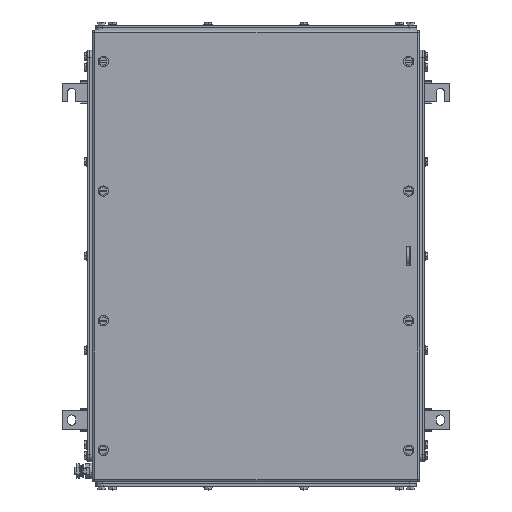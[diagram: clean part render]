
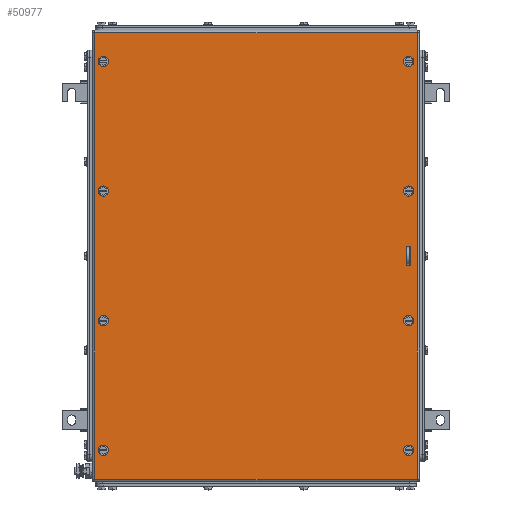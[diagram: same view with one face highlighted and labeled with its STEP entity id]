
A CAD part, top view. The second image highlights one B-rep face of the part: STEP entity #50977.
In plain terms, the highlighted planar face has unit normal (0, 0, 1).
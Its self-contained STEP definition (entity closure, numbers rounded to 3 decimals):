
#50745=AXIS2_PLACEMENT_3D('Circle Axis2P3D',#50743,#50744,$) ;
#50772=AXIS2_PLACEMENT_3D('Plane Axis2P3D',#50769,#50770,#50771) ;
#50810=AXIS2_PLACEMENT_3D('Circle Axis2P3D',#50808,#50809,$) ;
#50819=AXIS2_PLACEMENT_3D('Circle Axis2P3D',#50817,#50818,$) ;
#50828=AXIS2_PLACEMENT_3D('Circle Axis2P3D',#50826,#50827,$) ;
#50837=AXIS2_PLACEMENT_3D('Circle Axis2P3D',#50835,#50836,$) ;
#50846=AXIS2_PLACEMENT_3D('Circle Axis2P3D',#50844,#50845,$) ;
#50855=AXIS2_PLACEMENT_3D('Circle Axis2P3D',#50853,#50854,$) ;
#50864=AXIS2_PLACEMENT_3D('Circle Axis2P3D',#50862,#50863,$) ;
#50873=AXIS2_PLACEMENT_3D('Circle Axis2P3D',#50871,#50872,$) ;
#50882=AXIS2_PLACEMENT_3D('Circle Axis2P3D',#50880,#50881,$) ;
#50891=AXIS2_PLACEMENT_3D('Circle Axis2P3D',#50889,#50890,$) ;
#50900=AXIS2_PLACEMENT_3D('Circle Axis2P3D',#50898,#50899,$) ;
#50909=AXIS2_PLACEMENT_3D('Circle Axis2P3D',#50907,#50908,$) ;
#50918=AXIS2_PLACEMENT_3D('Circle Axis2P3D',#50916,#50917,$) ;
#50927=AXIS2_PLACEMENT_3D('Circle Axis2P3D',#50925,#50926,$) ;
#50936=AXIS2_PLACEMENT_3D('Circle Axis2P3D',#50934,#50935,$) ;
#50740=CARTESIAN_POINT('Vertex',(59.5,232.1,203.5)) ;
#50743=CARTESIAN_POINT('Axis2P3D Location',(56.,232.1,203.5)) ;
#50747=CARTESIAN_POINT('Vertex',(52.5,232.1,203.5)) ;
#50769=CARTESIAN_POINT('Axis2P3D Location',(265.5,321.,203.5)) ;
#50774=CARTESIAN_POINT('Line Origine',(265.5,627.5,203.5)) ;
#50778=CARTESIAN_POINT('Vertex',(487.,627.5,203.5)) ;
#50780=CARTESIAN_POINT('Vertex',(44.,627.5,203.5)) ;
#50783=CARTESIAN_POINT('Line Origine',(44.,321.,203.5)) ;
#50787=CARTESIAN_POINT('Vertex',(44.,14.5,203.5)) ;
#50790=CARTESIAN_POINT('Line Origine',(265.5,14.5,203.5)) ;
#50794=CARTESIAN_POINT('Vertex',(487.,14.5,203.5)) ;
#50797=CARTESIAN_POINT('Line Origine',(487.,321.,203.5)) ;
#50808=CARTESIAN_POINT('Axis2P3D Location',(56.,232.1,203.5)) ;
#50817=CARTESIAN_POINT('Axis2P3D Location',(56.,409.9,203.5)) ;
#50821=CARTESIAN_POINT('Vertex',(52.5,409.9,203.5)) ;
#50823=CARTESIAN_POINT('Vertex',(59.5,409.9,203.5)) ;
#50826=CARTESIAN_POINT('Axis2P3D Location',(56.,409.9,203.5)) ;
#50835=CARTESIAN_POINT('Axis2P3D Location',(475.,232.1,203.5)) ;
#50839=CARTESIAN_POINT('Vertex',(478.5,232.1,203.5)) ;
#50841=CARTESIAN_POINT('Vertex',(471.5,232.1,203.5)) ;
#50844=CARTESIAN_POINT('Axis2P3D Location',(475.,232.1,203.5)) ;
#50853=CARTESIAN_POINT('Axis2P3D Location',(475.,409.9,203.5)) ;
#50857=CARTESIAN_POINT('Vertex',(478.5,409.9,203.5)) ;
#50859=CARTESIAN_POINT('Vertex',(471.5,409.9,203.5)) ;
#50862=CARTESIAN_POINT('Axis2P3D Location',(475.,409.9,203.5)) ;
#50871=CARTESIAN_POINT('Axis2P3D Location',(56.,587.75,203.5)) ;
#50875=CARTESIAN_POINT('Vertex',(52.5,587.75,203.5)) ;
#50877=CARTESIAN_POINT('Vertex',(59.5,587.75,203.5)) ;
#50880=CARTESIAN_POINT('Axis2P3D Location',(56.,587.75,203.5)) ;
#50889=CARTESIAN_POINT('Axis2P3D Location',(56.,54.25,203.5)) ;
#50893=CARTESIAN_POINT('Vertex',(52.5,54.25,203.5)) ;
#50895=CARTESIAN_POINT('Vertex',(59.5,54.25,203.5)) ;
#50898=CARTESIAN_POINT('Axis2P3D Location',(56.,54.25,203.5)) ;
#50907=CARTESIAN_POINT('Axis2P3D Location',(475.,54.25,203.5)) ;
#50911=CARTESIAN_POINT('Vertex',(478.5,54.25,203.5)) ;
#50913=CARTESIAN_POINT('Vertex',(471.5,54.25,203.5)) ;
#50916=CARTESIAN_POINT('Axis2P3D Location',(475.,54.25,203.5)) ;
#50925=CARTESIAN_POINT('Axis2P3D Location',(475.,587.75,203.5)) ;
#50929=CARTESIAN_POINT('Vertex',(478.5,587.75,203.5)) ;
#50931=CARTESIAN_POINT('Vertex',(471.5,587.75,203.5)) ;
#50934=CARTESIAN_POINT('Axis2P3D Location',(475.,587.75,203.5)) ;
#50943=CARTESIAN_POINT('Line Origine',(474.75,307.5,203.5)) ;
#50947=CARTESIAN_POINT('Vertex',(478.,307.5,203.5)) ;
#50949=CARTESIAN_POINT('Vertex',(471.5,307.5,203.5)) ;
#50952=CARTESIAN_POINT('Line Origine',(471.5,321.,203.5)) ;
#50956=CARTESIAN_POINT('Vertex',(471.5,334.5,203.5)) ;
#50959=CARTESIAN_POINT('Line Origine',(474.75,334.5,203.5)) ;
#50963=CARTESIAN_POINT('Vertex',(478.,334.5,203.5)) ;
#50966=CARTESIAN_POINT('Line Origine',(478.,321.,203.5)) ;
#50744=DIRECTION('Axis2P3D Direction',(0.,0.,1.)) ;
#50770=DIRECTION('Axis2P3D Direction',(0.,0.,1.)) ;
#50771=DIRECTION('Axis2P3D XDirection',(1.,0.,0.)) ;
#50775=DIRECTION('Vector Direction',(1.,0.,0.)) ;
#50784=DIRECTION('Vector Direction',(0.,-1.,0.)) ;
#50791=DIRECTION('Vector Direction',(1.,0.,0.)) ;
#50798=DIRECTION('Vector Direction',(0.,1.,0.)) ;
#50809=DIRECTION('Axis2P3D Direction',(0.,0.,1.)) ;
#50818=DIRECTION('Axis2P3D Direction',(0.,0.,1.)) ;
#50827=DIRECTION('Axis2P3D Direction',(0.,0.,1.)) ;
#50836=DIRECTION('Axis2P3D Direction',(0.,0.,1.)) ;
#50845=DIRECTION('Axis2P3D Direction',(0.,0.,1.)) ;
#50854=DIRECTION('Axis2P3D Direction',(0.,0.,1.)) ;
#50863=DIRECTION('Axis2P3D Direction',(0.,0.,1.)) ;
#50872=DIRECTION('Axis2P3D Direction',(0.,0.,1.)) ;
#50881=DIRECTION('Axis2P3D Direction',(0.,0.,1.)) ;
#50890=DIRECTION('Axis2P3D Direction',(0.,0.,1.)) ;
#50899=DIRECTION('Axis2P3D Direction',(0.,0.,1.)) ;
#50908=DIRECTION('Axis2P3D Direction',(0.,0.,1.)) ;
#50917=DIRECTION('Axis2P3D Direction',(0.,0.,1.)) ;
#50926=DIRECTION('Axis2P3D Direction',(0.,0.,1.)) ;
#50935=DIRECTION('Axis2P3D Direction',(0.,0.,1.)) ;
#50944=DIRECTION('Vector Direction',(-1.,0.,0.)) ;
#50953=DIRECTION('Vector Direction',(0.,1.,0.)) ;
#50960=DIRECTION('Vector Direction',(1.,0.,0.)) ;
#50967=DIRECTION('Vector Direction',(0.,-1.,0.)) ;
#50776=VECTOR('Line Direction',#50775,1.) ;
#50785=VECTOR('Line Direction',#50784,1.) ;
#50792=VECTOR('Line Direction',#50791,1.) ;
#50799=VECTOR('Line Direction',#50798,1.) ;
#50945=VECTOR('Line Direction',#50944,1.) ;
#50954=VECTOR('Line Direction',#50953,1.) ;
#50961=VECTOR('Line Direction',#50960,1.) ;
#50968=VECTOR('Line Direction',#50967,1.) ;
#50803=ORIENTED_EDGE('',*,*,#50782,.T.) ;
#50804=ORIENTED_EDGE('',*,*,#50789,.T.) ;
#50805=ORIENTED_EDGE('',*,*,#50796,.T.) ;
#50806=ORIENTED_EDGE('',*,*,#50801,.T.) ;
#50814=ORIENTED_EDGE('',*,*,#50812,.F.) ;
#50815=ORIENTED_EDGE('',*,*,#50749,.F.) ;
#50832=ORIENTED_EDGE('',*,*,#50825,.F.) ;
#50833=ORIENTED_EDGE('',*,*,#50830,.F.) ;
#50850=ORIENTED_EDGE('',*,*,#50843,.F.) ;
#50851=ORIENTED_EDGE('',*,*,#50848,.F.) ;
#50868=ORIENTED_EDGE('',*,*,#50861,.F.) ;
#50869=ORIENTED_EDGE('',*,*,#50866,.F.) ;
#50886=ORIENTED_EDGE('',*,*,#50879,.F.) ;
#50887=ORIENTED_EDGE('',*,*,#50884,.F.) ;
#50904=ORIENTED_EDGE('',*,*,#50897,.F.) ;
#50905=ORIENTED_EDGE('',*,*,#50902,.F.) ;
#50922=ORIENTED_EDGE('',*,*,#50915,.F.) ;
#50923=ORIENTED_EDGE('',*,*,#50920,.F.) ;
#50940=ORIENTED_EDGE('',*,*,#50933,.F.) ;
#50941=ORIENTED_EDGE('',*,*,#50938,.F.) ;
#50972=ORIENTED_EDGE('',*,*,#50951,.T.) ;
#50973=ORIENTED_EDGE('',*,*,#50958,.T.) ;
#50974=ORIENTED_EDGE('',*,*,#50965,.T.) ;
#50975=ORIENTED_EDGE('',*,*,#50970,.T.) ;
#50816=FACE_BOUND('',#50813,.T.) ;
#50834=FACE_BOUND('',#50831,.T.) ;
#50852=FACE_BOUND('',#50849,.T.) ;
#50870=FACE_BOUND('',#50867,.T.) ;
#50888=FACE_BOUND('',#50885,.T.) ;
#50906=FACE_BOUND('',#50903,.T.) ;
#50924=FACE_BOUND('',#50921,.T.) ;
#50942=FACE_BOUND('',#50939,.T.) ;
#50976=FACE_BOUND('',#50971,.T.) ;
#50977=ADVANCED_FACE('ZUB_KTB_MH_624520_4GP_AllCATPart.2\\ZUB_DE_KTB_MH_620x450.1\\DE_KTB_MH_PART_MASTER.1\\Koerper.2',(#50807,#50816,#50834,#50852,#50870,#50888,#50906,#50924,#50942,#50976),#50773,.T.) ;
#50746=CIRCLE('generated circle',#50745,3.5) ;
#50811=CIRCLE('generated circle',#50810,3.5) ;
#50820=CIRCLE('generated circle',#50819,3.5) ;
#50829=CIRCLE('generated circle',#50828,3.5) ;
#50838=CIRCLE('generated circle',#50837,3.5) ;
#50847=CIRCLE('generated circle',#50846,3.5) ;
#50856=CIRCLE('generated circle',#50855,3.5) ;
#50865=CIRCLE('generated circle',#50864,3.5) ;
#50874=CIRCLE('generated circle',#50873,3.5) ;
#50883=CIRCLE('generated circle',#50882,3.5) ;
#50892=CIRCLE('generated circle',#50891,3.5) ;
#50901=CIRCLE('generated circle',#50900,3.5) ;
#50910=CIRCLE('generated circle',#50909,3.5) ;
#50919=CIRCLE('generated circle',#50918,3.5) ;
#50928=CIRCLE('generated circle',#50927,3.5) ;
#50937=CIRCLE('generated circle',#50936,3.5) ;
#50749=EDGE_CURVE('',#50741,#50748,#50746,.T.) ;
#50782=EDGE_CURVE('',#50779,#50781,#50777,.F.) ;
#50789=EDGE_CURVE('',#50781,#50788,#50786,.T.) ;
#50796=EDGE_CURVE('',#50788,#50795,#50793,.T.) ;
#50801=EDGE_CURVE('',#50795,#50779,#50800,.T.) ;
#50812=EDGE_CURVE('',#50748,#50741,#50811,.T.) ;
#50825=EDGE_CURVE('',#50822,#50824,#50820,.T.) ;
#50830=EDGE_CURVE('',#50824,#50822,#50829,.T.) ;
#50843=EDGE_CURVE('',#50840,#50842,#50838,.T.) ;
#50848=EDGE_CURVE('',#50842,#50840,#50847,.T.) ;
#50861=EDGE_CURVE('',#50858,#50860,#50856,.T.) ;
#50866=EDGE_CURVE('',#50860,#50858,#50865,.T.) ;
#50879=EDGE_CURVE('',#50876,#50878,#50874,.T.) ;
#50884=EDGE_CURVE('',#50878,#50876,#50883,.T.) ;
#50897=EDGE_CURVE('',#50894,#50896,#50892,.T.) ;
#50902=EDGE_CURVE('',#50896,#50894,#50901,.T.) ;
#50915=EDGE_CURVE('',#50912,#50914,#50910,.T.) ;
#50920=EDGE_CURVE('',#50914,#50912,#50919,.T.) ;
#50933=EDGE_CURVE('',#50930,#50932,#50928,.T.) ;
#50938=EDGE_CURVE('',#50932,#50930,#50937,.T.) ;
#50951=EDGE_CURVE('',#50948,#50950,#50946,.T.) ;
#50958=EDGE_CURVE('',#50950,#50957,#50955,.T.) ;
#50965=EDGE_CURVE('',#50957,#50964,#50962,.T.) ;
#50970=EDGE_CURVE('',#50964,#50948,#50969,.T.) ;
#50802=EDGE_LOOP('',(#50803,#50804,#50805,#50806)) ;
#50813=EDGE_LOOP('',(#50814,#50815)) ;
#50831=EDGE_LOOP('',(#50832,#50833)) ;
#50849=EDGE_LOOP('',(#50850,#50851)) ;
#50867=EDGE_LOOP('',(#50868,#50869)) ;
#50885=EDGE_LOOP('',(#50886,#50887)) ;
#50903=EDGE_LOOP('',(#50904,#50905)) ;
#50921=EDGE_LOOP('',(#50922,#50923)) ;
#50939=EDGE_LOOP('',(#50940,#50941)) ;
#50971=EDGE_LOOP('',(#50972,#50973,#50974,#50975)) ;
#50807=FACE_OUTER_BOUND('',#50802,.T.) ;
#50777=LINE('Line',#50774,#50776) ;
#50786=LINE('Line',#50783,#50785) ;
#50793=LINE('Line',#50790,#50792) ;
#50800=LINE('Line',#50797,#50799) ;
#50946=LINE('Line',#50943,#50945) ;
#50955=LINE('Line',#50952,#50954) ;
#50962=LINE('Line',#50959,#50961) ;
#50969=LINE('Line',#50966,#50968) ;
#50773=PLANE('',#50772) ;
#50741=VERTEX_POINT('',#50740) ;
#50748=VERTEX_POINT('',#50747) ;
#50779=VERTEX_POINT('',#50778) ;
#50781=VERTEX_POINT('',#50780) ;
#50788=VERTEX_POINT('',#50787) ;
#50795=VERTEX_POINT('',#50794) ;
#50822=VERTEX_POINT('',#50821) ;
#50824=VERTEX_POINT('',#50823) ;
#50840=VERTEX_POINT('',#50839) ;
#50842=VERTEX_POINT('',#50841) ;
#50858=VERTEX_POINT('',#50857) ;
#50860=VERTEX_POINT('',#50859) ;
#50876=VERTEX_POINT('',#50875) ;
#50878=VERTEX_POINT('',#50877) ;
#50894=VERTEX_POINT('',#50893) ;
#50896=VERTEX_POINT('',#50895) ;
#50912=VERTEX_POINT('',#50911) ;
#50914=VERTEX_POINT('',#50913) ;
#50930=VERTEX_POINT('',#50929) ;
#50932=VERTEX_POINT('',#50931) ;
#50948=VERTEX_POINT('',#50947) ;
#50950=VERTEX_POINT('',#50949) ;
#50957=VERTEX_POINT('',#50956) ;
#50964=VERTEX_POINT('',#50963) ;
